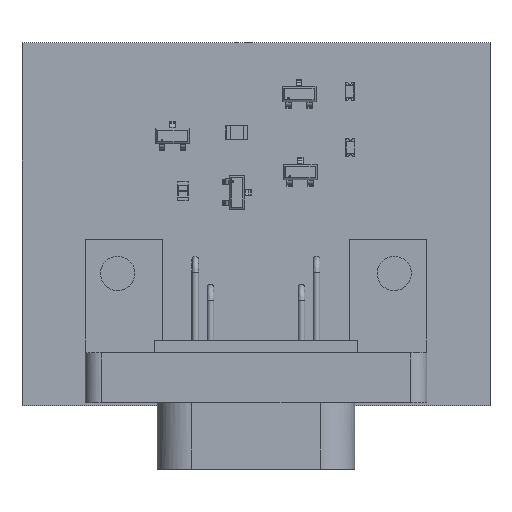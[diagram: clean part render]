
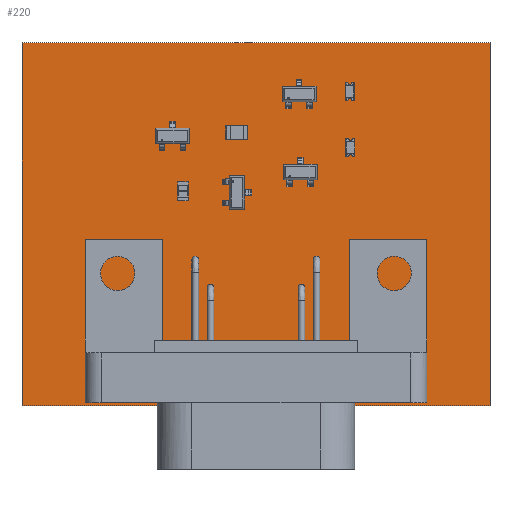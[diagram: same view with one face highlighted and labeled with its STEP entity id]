
A CAD part, top view. The second image highlights one B-rep face of the part: STEP entity #220.
In plain terms, the highlighted planar face has unit normal (0, 0, 1).
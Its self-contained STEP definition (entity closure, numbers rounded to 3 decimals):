
#91 = VERTEX_POINT('',#92);
#92 = CARTESIAN_POINT('',(0.,0.,0.));
#98 = EDGE_CURVE('',#91,#99,#101,.T.);
#99 = VERTEX_POINT('',#100);
#100 = CARTESIAN_POINT('',(42.3,0.,0.));
#101 = LINE('',#102,#103);
#102 = CARTESIAN_POINT('',(0.,0.,0.));
#103 = VECTOR('',#104,1.);
#104 = DIRECTION('',(1.,0.,0.));
#129 = EDGE_CURVE('',#99,#130,#132,.T.);
#130 = VERTEX_POINT('',#131);
#131 = CARTESIAN_POINT('',(42.3,32.8,0.));
#132 = LINE('',#133,#134);
#133 = CARTESIAN_POINT('',(42.3,0.,0.));
#134 = VECTOR('',#135,1.);
#135 = DIRECTION('',(0.,1.,0.));
#160 = EDGE_CURVE('',#130,#161,#163,.T.);
#161 = VERTEX_POINT('',#162);
#162 = CARTESIAN_POINT('',(0.,32.8,0.));
#163 = LINE('',#164,#165);
#164 = CARTESIAN_POINT('',(42.3,32.8,0.));
#165 = VECTOR('',#166,1.);
#166 = DIRECTION('',(-1.,0.,0.));
#191 = EDGE_CURVE('',#161,#91,#192,.T.);
#192 = LINE('',#193,#194);
#193 = CARTESIAN_POINT('',(0.,32.8,0.));
#194 = VECTOR('',#195,1.);
#195 = DIRECTION('',(0.,-1.,0.));
#220 = ADVANCED_FACE('',(#221),#227,.F.);
#221 = FACE_BOUND('',#222,.T.);
#222 = EDGE_LOOP('',(#223,#224,#225,#226));
#223 = ORIENTED_EDGE('',*,*,#98,.T.);
#224 = ORIENTED_EDGE('',*,*,#129,.T.);
#225 = ORIENTED_EDGE('',*,*,#160,.T.);
#226 = ORIENTED_EDGE('',*,*,#191,.T.);
#227 = PLANE('',#228);
#228 = AXIS2_PLACEMENT_3D('',#229,#230,#231);
#229 = CARTESIAN_POINT('',(0.,0.,0.));
#230 = DIRECTION('',(0.,0.,-1.));
#231 = DIRECTION('',(-1.,0.,0.));
